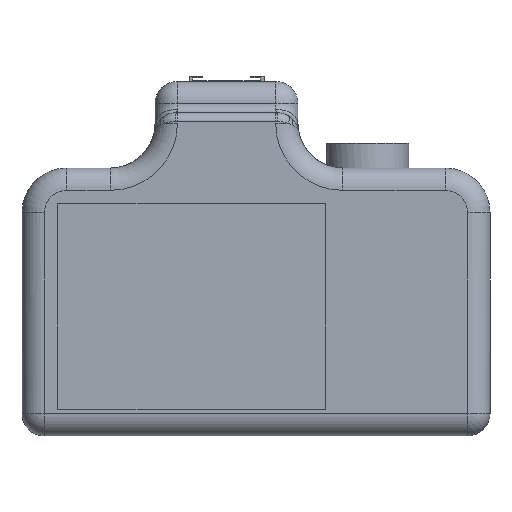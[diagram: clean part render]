
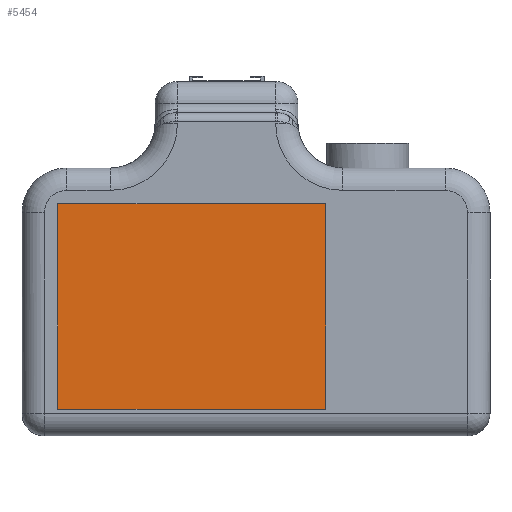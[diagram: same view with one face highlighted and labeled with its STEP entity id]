
A CAD part, front view. The second image highlights one B-rep face of the part: STEP entity #5454.
In plain terms, the highlighted planar face has unit normal (0, -1, 0).
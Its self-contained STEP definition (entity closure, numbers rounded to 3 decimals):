
#5368=CARTESIAN_POINT('Vertex',(-48.006,-23.622,66.04)) ;
#5375=CARTESIAN_POINT('Vertex',(-48.006,-23.622,7.62)) ;
#5378=CARTESIAN_POINT('Line Origine',(-48.006,-23.622,36.83)) ;
#5399=CARTESIAN_POINT('Vertex',(28.194,-23.622,66.04)) ;
#5402=CARTESIAN_POINT('Line Origine',(-9.906,-23.622,66.04)) ;
#5423=CARTESIAN_POINT('Vertex',(28.194,-23.622,7.62)) ;
#5426=CARTESIAN_POINT('Line Origine',(-9.906,-23.622,7.62)) ;
#5438=CARTESIAN_POINT('Axis2P3D Location',(0.,-23.622,0.)) ;
#5443=CARTESIAN_POINT('Line Origine',(28.194,-23.622,36.83)) ;
#5379=DIRECTION('Vector Direction',(0.,0.,-1.)) ;
#5403=DIRECTION('Vector Direction',(1.,0.,0.)) ;
#5427=DIRECTION('Vector Direction',(-1.,0.,0.)) ;
#5439=DIRECTION('Axis2P3D Direction',(0.,-1.,0.)) ;
#5440=DIRECTION('Axis2P3D XDirection',(1.,0.,0.)) ;
#5444=DIRECTION('Vector Direction',(0.,0.,1.)) ;
#5441=AXIS2_PLACEMENT_3D('Plane Axis2P3D',#5438,#5439,#5440) ;
#5449=ORIENTED_EDGE('',*,*,#5382,.T.) ;
#5450=ORIENTED_EDGE('',*,*,#5430,.T.) ;
#5451=ORIENTED_EDGE('',*,*,#5447,.T.) ;
#5452=ORIENTED_EDGE('',*,*,#5406,.T.) ;
#5380=VECTOR('Line Direction',#5379,1.) ;
#5404=VECTOR('Line Direction',#5403,1.) ;
#5428=VECTOR('Line Direction',#5427,1.) ;
#5445=VECTOR('Line Direction',#5444,1.) ;
#5454=ADVANCED_FACE('Camera_Body',(#5453),#5442,.T.) ;
#5382=EDGE_CURVE('',#5369,#5376,#5381,.T.) ;
#5406=EDGE_CURVE('',#5400,#5369,#5405,.F.) ;
#5430=EDGE_CURVE('',#5376,#5424,#5429,.F.) ;
#5447=EDGE_CURVE('',#5424,#5400,#5446,.T.) ;
#5448=EDGE_LOOP('',(#5449,#5450,#5451,#5452)) ;
#5453=FACE_OUTER_BOUND('',#5448,.T.) ;
#5381=LINE('Line',#5378,#5380) ;
#5405=LINE('Line',#5402,#5404) ;
#5429=LINE('Line',#5426,#5428) ;
#5446=LINE('Line',#5443,#5445) ;
#5442=PLANE('Plane',#5441) ;
#5369=VERTEX_POINT('',#5368) ;
#5376=VERTEX_POINT('',#5375) ;
#5400=VERTEX_POINT('',#5399) ;
#5424=VERTEX_POINT('',#5423) ;
